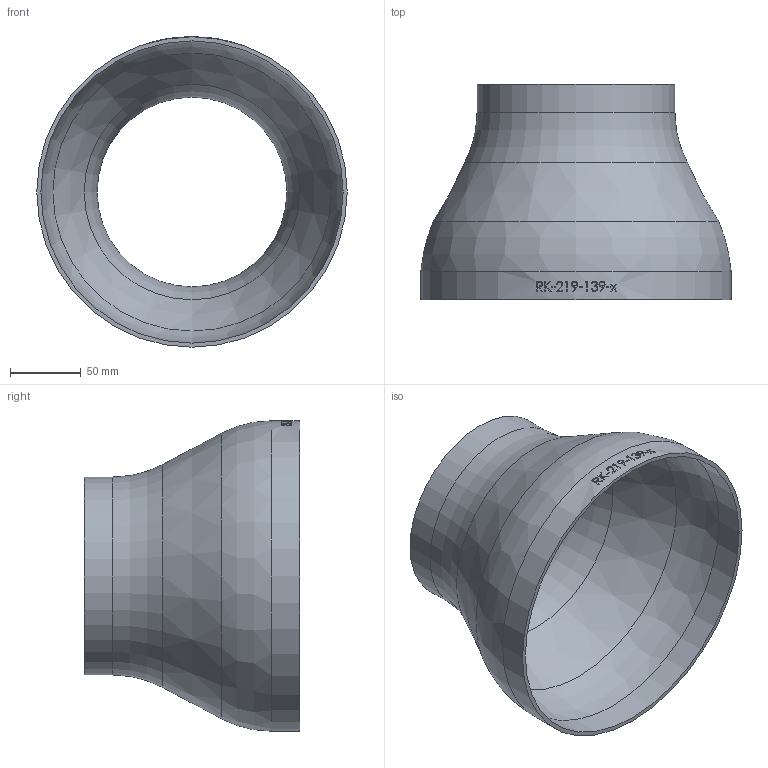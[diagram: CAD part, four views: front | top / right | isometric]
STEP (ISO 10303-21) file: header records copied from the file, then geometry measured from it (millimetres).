
FILE_DESCRIPTION (( 'STEP AP214' ), '1' );
FILE_NAME ('RK-219-139-x Reduzierung 219,1x139,7x2,9x2,9 BL152 1909.STEP', '2019-09-11T08:41:25', ( '' ), ( '' ), 'SwSTEP 2.0', 'SolidWorks 2016', '' );
FILE_SCHEMA (( 'AUTOMOTIVE_DESIGN' ));
Length unit declared in the file: millimetre
Products named in the file (1): RK-219-139-x Reduzierung 219,1x139,7x2,9x2,9 BL152 1909
Bounding box: 219.1 x 152 x 219.1 mm (x, y, z)
Volume: 257768.3 mm3; surface area: 180972.5 mm2
Topology: 1 solids, 1 shells, 143 faces, 370 edges, 244 vertices
Faces by surface type: bspline 68, plane 50, cylinder 19, torus 4, cone 2
Full cylindrical faces by diameter (mm): 133.9 x1, 139.7 x1, 213.3 x1, 219.1 x1
Entity records: 14532 total; most frequent: CARTESIAN_POINT 10198, ORIENTED_EDGE 720, DIRECTION 363, EDGE_CURVE 360, VERTEX_POINT 244, B_SPLINE_CURVE_WITH_KNOTS 221, EDGE_LOOP 170, FACE_OUTER_BOUND 151
